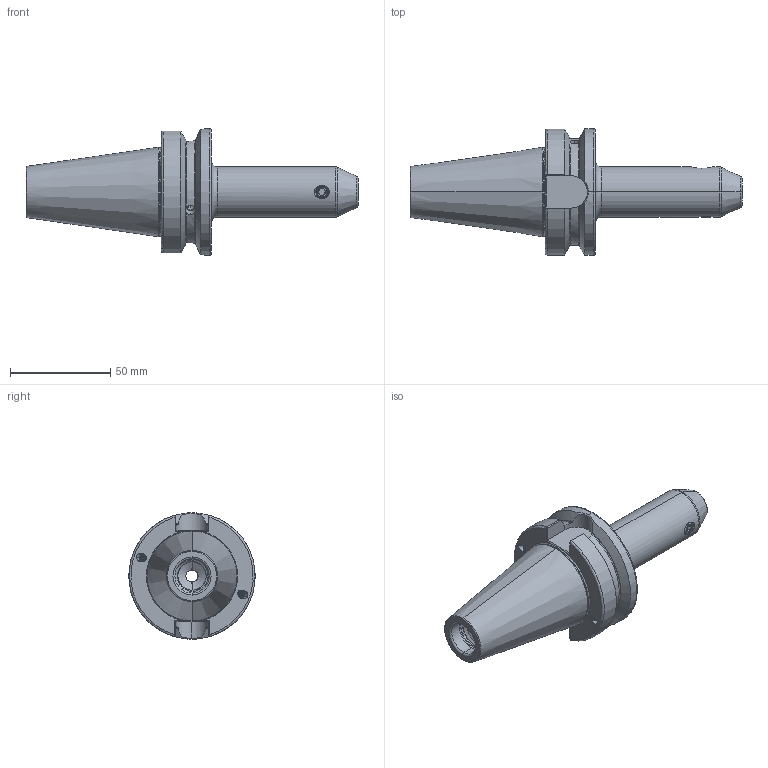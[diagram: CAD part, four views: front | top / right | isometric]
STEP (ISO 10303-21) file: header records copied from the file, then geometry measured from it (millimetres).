
FILE_DESCRIPTION (( 'STEP AP203' ), '1' );
FILE_NAME ('406.04.06.1.K.STEP', '2016-08-08T05:04:14', ( '' ), ( '' ), 'SwSTEP 2.0', 'SolidWorks 2012', '' );
FILE_SCHEMA (( 'CONFIG_CONTROL_DESIGN' ));
Length unit declared in the file: millimetre
Products named in the file (3): 側固6_M6x1_10L; 406.04.06.1.K
Assembly tree (2 placements, depth 2):
  406.04.06.1.K
    406.04.06.1.K
    側固6_M6x1_10L
Bounding box: 165.4 x 63 x 63 mm (x, y, z)
Volume: 144221.7 mm3; surface area: 32698.3 mm2
Topology: 2 solids, 2 shells, 287 faces, 771 edges, 492 vertices
Faces by surface type: cylinder 138, plane 53, torus 38, cone 31, bspline 25, sphere 2
Entity records: 20709 total; most frequent: CARTESIAN_POINT 14091, ORIENTED_EDGE 1538, DIRECTION 1111, EDGE_CURVE 769, VERTEX_POINT 492, AXIS2_PLACEMENT_3D 439, EDGE_LOOP 305, FACE_OUTER_BOUND 287
